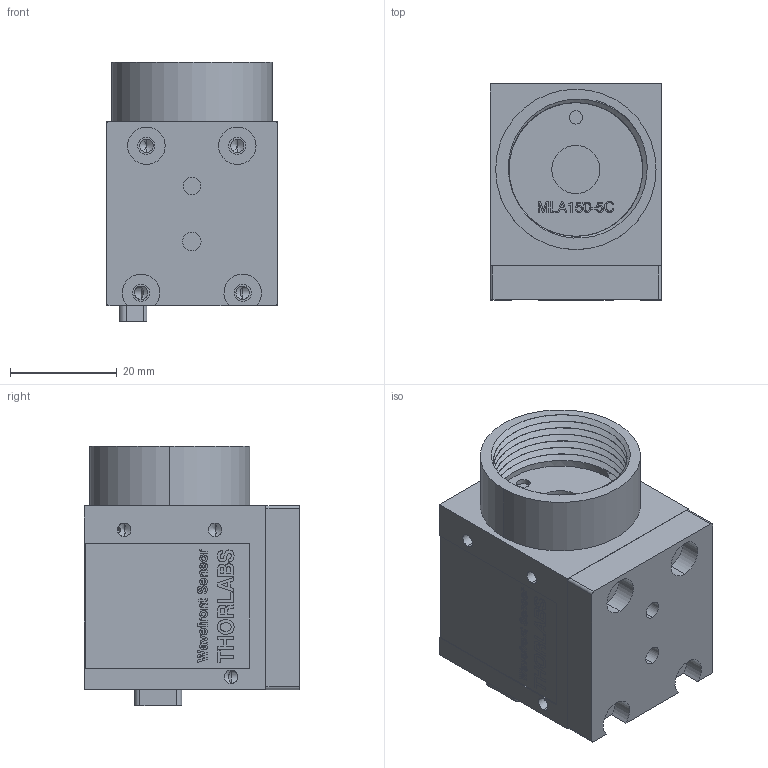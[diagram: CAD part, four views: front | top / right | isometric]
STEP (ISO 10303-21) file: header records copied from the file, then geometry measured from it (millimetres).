
FILE_DESCRIPTION (( 'STEP AP214' ), '1' );
FILE_NAME ('19906-E0W - Rev B.STEP', '2015-10-08T12:51:17', ( '' ), ( '' ), 'SwSTEP 2.0', 'SolidWorks 2014', '' );
FILE_SCHEMA (( 'AUTOMOTIVE_DESIGN' ));
Length unit declared in the file: millimetre
Products named in the file (1): 19906-E0W - Rev B
Bounding box: 32.05 x 40.35 x 48.5 mm (x, y, z)
Volume: 44777.1 mm3; surface area: 14141.4 mm2
Topology: 3 solids, 3 shells, 1015 faces, 2693 edges, 1760 vertices
Faces by surface type: plane 529, bspline 321, cylinder 125, cone 40
Entity records: 51708 total; most frequent: CARTESIAN_POINT 25213, ORIENTED_EDGE 5314, DIRECTION 3591, EDGE_CURVE 2657, VERTEX_POINT 1760, LINE 1755, VECTOR 1755, EDGE_LOOP 1149
